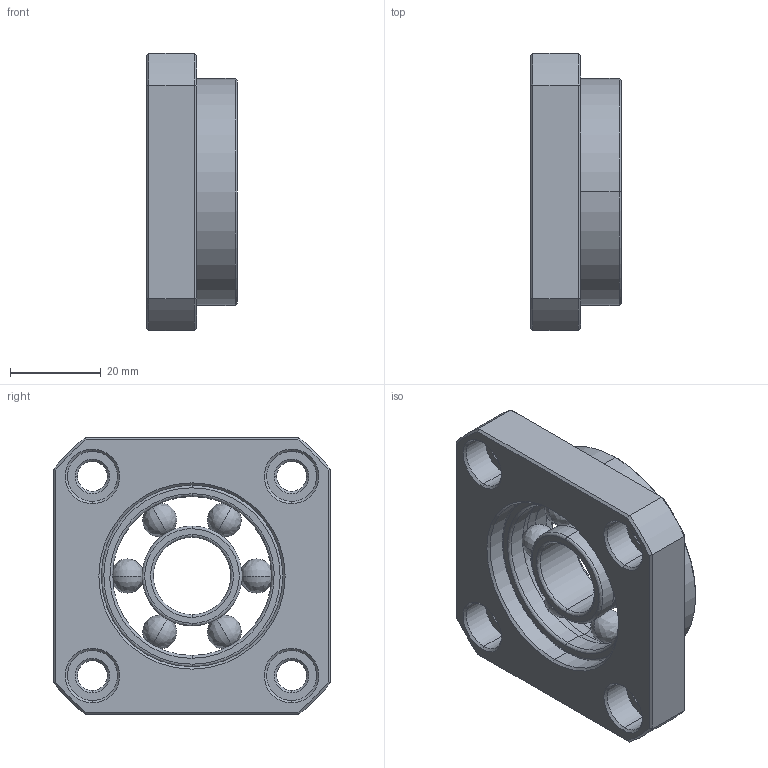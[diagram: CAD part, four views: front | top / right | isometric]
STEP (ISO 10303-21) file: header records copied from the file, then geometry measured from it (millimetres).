
FILE_DESCRIPTION (( 'STEP AP214' ), '1' );
FILE_NAME ('FFN17.step', '2020-09-08T14:35:27', ( '' ), ( '' ), 'SwSTEP 2.0', 'SolidWorks 2020', '' );
FILE_SCHEMA (( 'AUTOMOTIVE_DESIGN' ));
Length unit declared in the file: millimetre
Products named in the file (1): FFN17
Bounding box: 20 x 61 x 61 mm (x, y, z)
Volume: 35664.7 mm3; surface area: 17940.8 mm2
Topology: 9 solids, 9 shells, 131 faces, 294 edges, 162 vertices
Faces by surface type: cone 38, cylinder 36, bspline 34, plane 23
Entity records: 5429 total; most frequent: CARTESIAN_POINT 1170, DIRECTION 586, ORIENTED_EDGE 540, EDGE_CURVE 270, AXIS2_PLACEMENT_3D 250, VERTEX_POINT 162, CIRCLE 152, EDGE_LOOP 150
